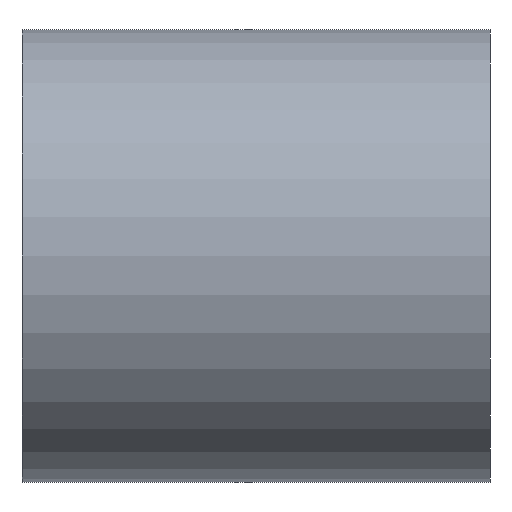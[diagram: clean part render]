
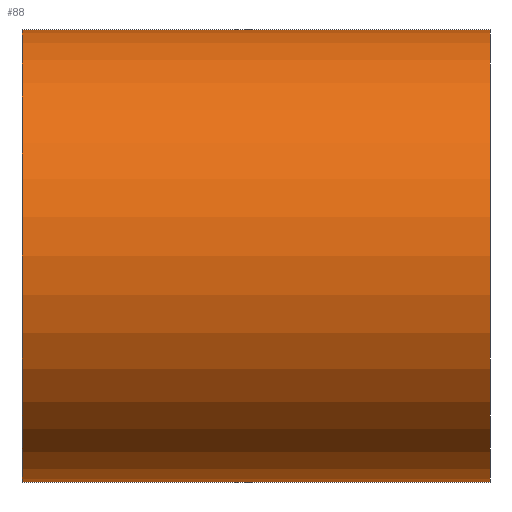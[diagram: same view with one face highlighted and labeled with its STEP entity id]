
A CAD part, left-side view. The second image highlights one B-rep face of the part: STEP entity #88.
In plain terms, the highlighted cylindrical face has radius 0.75 mm (diameter 1.5 mm), a partial arc.
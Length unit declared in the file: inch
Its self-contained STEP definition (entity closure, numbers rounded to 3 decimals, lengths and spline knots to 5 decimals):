
#8 = CARTESIAN_POINT ( 'NONE',  ( 0., 0.06102, -0.02953 ) ) ;
#13 = AXIS2_PLACEMENT_3D ( 'NONE', #125, #113, #159 ) ;
#18 = AXIS2_PLACEMENT_3D ( 'NONE', #171, #126, #139 ) ;
#22 = DIRECTION ( 'NONE',  ( 0., -1., 0. ) ) ;
#24 = CARTESIAN_POINT ( 'NONE',  ( 0., 0., 0.02953 ) ) ;
#35 = DIRECTION ( 'NONE',  ( 0., 1., 0. ) ) ;
#40 = EDGE_CURVE ( 'NONE', #83, #89, #101, .T. ) ;
#55 = CARTESIAN_POINT ( 'NONE',  ( 0., 0.06102, 0.02953 ) ) ;
#56 = ORIENTED_EDGE ( 'NONE', *, *, #153, .T. ) ;
#62 = EDGE_CURVE ( 'NONE', #90, #83, #175, .T. ) ;
#67 = CARTESIAN_POINT ( 'NONE',  ( 0., 0., -0.02953 ) ) ;
#69 = DIRECTION ( 'NONE',  ( 0., -1., 0. ) ) ;
#76 = CARTESIAN_POINT ( 'NONE',  ( 0., 0.06102, 0. ) ) ;
#77 = VECTOR ( 'NONE', #22, 39.37008 ) ;
#78 = CYLINDRICAL_SURFACE ( 'NONE', #13, 0.02953 ) ;
#79 = EDGE_CURVE ( 'NONE', #166, #90, #112, .T. ) ;
#80 = ORIENTED_EDGE ( 'NONE', *, *, #79, .F. ) ;
#81 = AXIS2_PLACEMENT_3D ( 'NONE', #76, #35, #141 ) ;
#83 = VERTEX_POINT ( 'NONE', #24 ) ;
#88 = ADVANCED_FACE ( 'NONE', ( #174 ), #78, .T. ) ;
#89 = VERTEX_POINT ( 'NONE', #67 ) ;
#90 = VERTEX_POINT ( 'NONE', #55 ) ;
#97 = EDGE_LOOP ( 'NONE', ( #102, #80, #56, #138 ) ) ;
#101 = CIRCLE ( 'NONE', #18, 0.02953 ) ;
#102 = ORIENTED_EDGE ( 'NONE', *, *, #62, .F. ) ;
#112 = CIRCLE ( 'NONE', #81, 0.02953 ) ;
#113 = DIRECTION ( 'NONE',  ( 0., -1., 0. ) ) ;
#125 = CARTESIAN_POINT ( 'NONE',  ( 0., 0.06102, 0. ) ) ;
#126 = DIRECTION ( 'NONE',  ( 0., -1., 0. ) ) ;
#138 = ORIENTED_EDGE ( 'NONE', *, *, #40, .F. ) ;
#139 = DIRECTION ( 'NONE',  ( 0., 0., -1. ) ) ;
#141 = DIRECTION ( 'NONE',  ( 0., 0., -1. ) ) ;
#142 = CARTESIAN_POINT ( 'NONE',  ( 0., 0.06102, -0.02953 ) ) ;
#143 = LINE ( 'NONE', #142, #152 ) ;
#152 = VECTOR ( 'NONE', #69, 39.37008 ) ;
#153 = EDGE_CURVE ( 'NONE', #166, #89, #143, .T. ) ;
#157 = CARTESIAN_POINT ( 'NONE',  ( 0., 0.06102, 0.02953 ) ) ;
#159 = DIRECTION ( 'NONE',  ( 0., 0., -1. ) ) ;
#166 = VERTEX_POINT ( 'NONE', #8 ) ;
#171 = CARTESIAN_POINT ( 'NONE',  ( 0., 0., 0. ) ) ;
#174 = FACE_OUTER_BOUND ( 'NONE', #97, .T. ) ;
#175 = LINE ( 'NONE', #157, #77 ) ;
